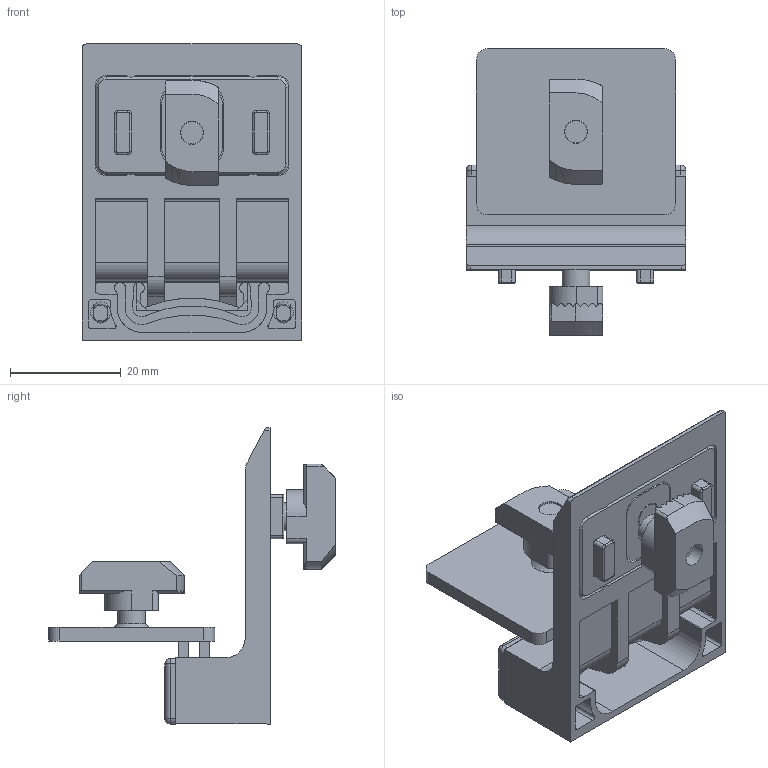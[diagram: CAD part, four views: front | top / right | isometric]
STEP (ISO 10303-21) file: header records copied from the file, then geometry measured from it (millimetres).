
FILE_DESCRIPTION(('STEP AP203'),'1');
FILE_NAME('SAFE10B1293.stp','2023-10-20T07:53:58',(' '),(' '),'Spatial InterOp 3D',' ',' ');
FILE_SCHEMA(('CONFIG_CONTROL_DESIGN'));
Length unit declared in the file: millimetre
Products named in the file (11): Kit butée de porte aimantée PA -P1045; Ecrou tête rectangulaire 10 M5; butée magnétique 8 PA, noir; support; plaque ajustement; aimant; intercalaire aimant; contreplaque; FHC 5x14; cache; support vis
Assembly tree (13 placements, depth 3):
  Kit butée de porte aimantée PA -P1045
    Ecrou tête rectangulaire 10 M5  x2
    butée magnétique 8 PA, noir
      support
      plaque ajustement
      aimant  x2
      intercalaire aimant
      contreplaque
      FHC 5x14  x2
      cache
      support vis
Bounding box: 39.7 x 51.8 x 53.5 mm (x, y, z)
Volume: 16923.9 mm3; surface area: 17434.8 mm2
Topology: 12 solids, 12 shells, 569 faces, 1531 edges, 992 vertices
Faces by surface type: plane 348, cylinder 163, cone 25, torus 25, bspline 4, sphere 4
Full cylindrical faces by diameter (mm): 3 x2, 3.56 x2, 4.2 x2, 5 x2, 9.43 x2
Entity records: 16470 total; most frequent: CARTESIAN_POINT 2832, DIRECTION 2511, ORIENTED_EDGE 2428, EDGE_CURVE 1214, AXIS2_PLACEMENT_3D 885, VERTEX_POINT 793, LINE 741, VECTOR 741
